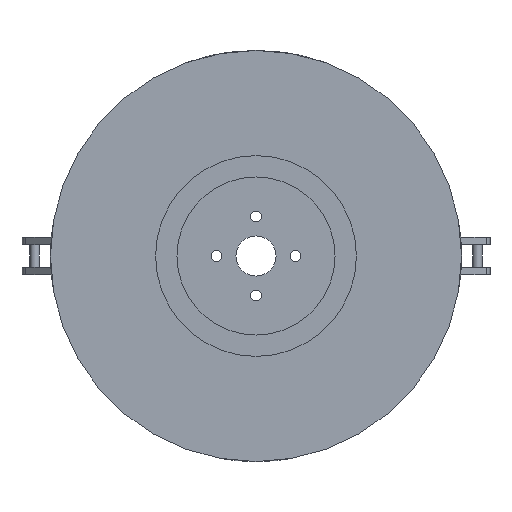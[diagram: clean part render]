
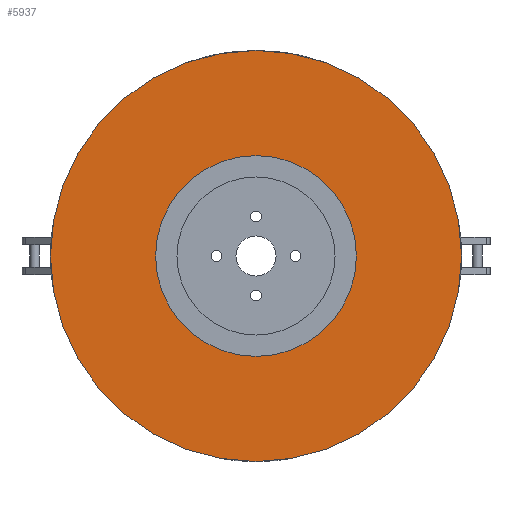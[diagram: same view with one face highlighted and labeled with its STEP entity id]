
A CAD part, front view. The second image highlights one B-rep face of the part: STEP entity #5937.
In plain terms, the highlighted planar face has unit normal (0, -1, 0).
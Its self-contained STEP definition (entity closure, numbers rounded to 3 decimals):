
#56 = CARTESIAN_POINT ( 'NONE',  ( 0., 30., -25. ) ) ;
#67 = EDGE_LOOP ( 'NONE', ( #2332, #6799 ) ) ;
#156 = CARTESIAN_POINT ( 'NONE',  ( 0., 30., 25. ) ) ;
#473 = DIRECTION ( 'NONE',  ( 0., 0., -1. ) ) ;
#657 = DIRECTION ( 'NONE',  ( 0., -1., 0. ) ) ;
#703 = CIRCLE ( 'NONE', #2259, 65. ) ;
#743 = CARTESIAN_POINT ( 'NONE',  ( 0., 30., 0. ) ) ;
#895 = FACE_BOUND ( 'NONE', #67, .T. ) ;
#962 = EDGE_LOOP ( 'NONE', ( #5321, #5020 ) ) ;
#998 = DIRECTION ( 'NONE',  ( 0., 0., 1. ) ) ;
#1061 = CARTESIAN_POINT ( 'NONE',  ( 0., 30., 65. ) ) ;
#1141 = CARTESIAN_POINT ( 'NONE',  ( 0., 30., -65. ) ) ;
#1219 = DIRECTION ( 'NONE',  ( 0., 0., -1. ) ) ;
#1261 = CIRCLE ( 'NONE', #5708, 25. ) ;
#1496 = CARTESIAN_POINT ( 'NONE',  ( 0., 30., 0. ) ) ;
#1681 = CARTESIAN_POINT ( 'NONE',  ( 0., 30., 0. ) ) ;
#1930 = AXIS2_PLACEMENT_3D ( 'NONE', #3406, #657, #1219 ) ;
#2064 = VERTEX_POINT ( 'NONE', #1141 ) ;
#2259 = AXIS2_PLACEMENT_3D ( 'NONE', #1496, #3628, #6465 ) ;
#2332 = ORIENTED_EDGE ( 'NONE', *, *, #3994, .F. ) ;
#2868 = DIRECTION ( 'NONE',  ( 0., 0., -1. ) ) ;
#3303 = CIRCLE ( 'NONE', #5198, 25. ) ;
#3406 = CARTESIAN_POINT ( 'NONE',  ( 0., 30., 0. ) ) ;
#3628 = DIRECTION ( 'NONE',  ( 0., -1., 0. ) ) ;
#3994 = EDGE_CURVE ( 'NONE', #6838, #4638, #3303, .T. ) ;
#4005 = VERTEX_POINT ( 'NONE', #1061 ) ;
#4138 = DIRECTION ( 'NONE',  ( 0., 1., 0. ) ) ;
#4638 = VERTEX_POINT ( 'NONE', #156 ) ;
#4945 = CIRCLE ( 'NONE', #1930, 65. ) ;
#4957 = DIRECTION ( 'NONE',  ( 0., -1., 0. ) ) ;
#5020 = ORIENTED_EDGE ( 'NONE', *, *, #6506, .T. ) ;
#5198 = AXIS2_PLACEMENT_3D ( 'NONE', #1681, #6381, #473 ) ;
#5285 = FACE_OUTER_BOUND ( 'NONE', #962, .T. ) ;
#5297 = EDGE_CURVE ( 'NONE', #4638, #6838, #1261, .T. ) ;
#5321 = ORIENTED_EDGE ( 'NONE', *, *, #5498, .T. ) ;
#5498 = EDGE_CURVE ( 'NONE', #2064, #4005, #703, .T. ) ;
#5708 = AXIS2_PLACEMENT_3D ( 'NONE', #743, #4957, #2868 ) ;
#5937 = ADVANCED_FACE ( 'NONE', ( #895, #5285 ), #6253, .F. ) ;
#5946 = AXIS2_PLACEMENT_3D ( 'NONE', #6736, #4138, #998 ) ;
#6253 = PLANE ( 'NONE',  #5946 ) ;
#6381 = DIRECTION ( 'NONE',  ( 0., -1., 0. ) ) ;
#6465 = DIRECTION ( 'NONE',  ( 0., 0., -1. ) ) ;
#6506 = EDGE_CURVE ( 'NONE', #4005, #2064, #4945, .T. ) ;
#6736 = CARTESIAN_POINT ( 'NONE',  ( 0., 30., 0. ) ) ;
#6799 = ORIENTED_EDGE ( 'NONE', *, *, #5297, .F. ) ;
#6838 = VERTEX_POINT ( 'NONE', #56 ) ;
